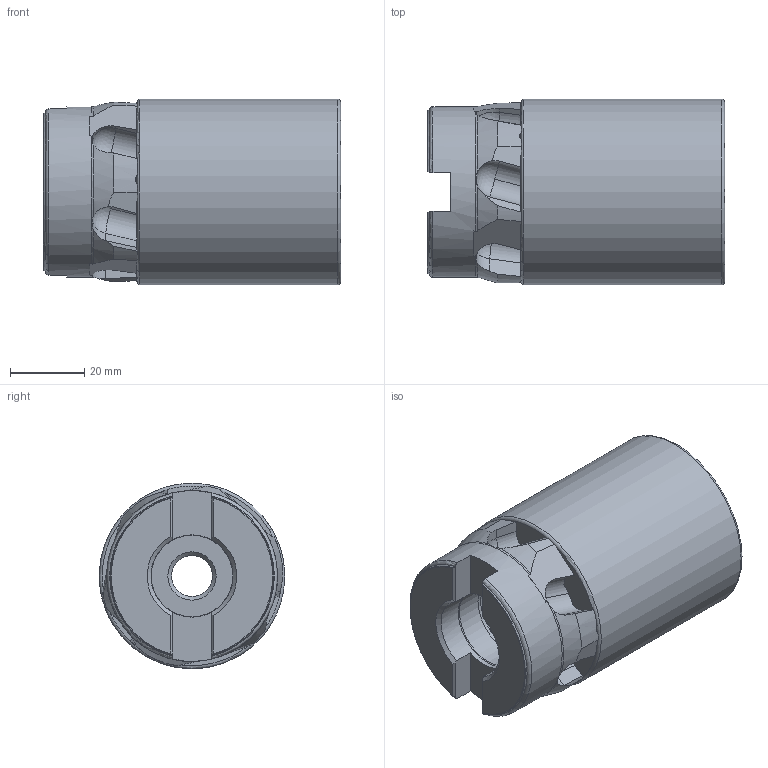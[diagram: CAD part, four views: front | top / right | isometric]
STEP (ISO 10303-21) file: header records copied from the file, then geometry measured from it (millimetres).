
FILE_DESCRIPTION (( 'STEP AP214' ), '1' );
FILE_NAME ('VZF_50_54_T09_3 KD22.STEP', '2015-11-09T15:21:20', ( '' ), ( '' ), 'SwSTEP 2.0', 'SolidWorks 2015', '' );
FILE_SCHEMA (( 'AUTOMOTIVE_DESIGN' ));
Length unit declared in the file: millimetre
Products named in the file (1): VZF_50_54_T09_3 KD22
Bounding box: 80.09 x 49.98 x 49.98 mm (x, y, z)
Volume: 125192.6 mm3; surface area: 23747 mm2
Topology: 1 solids, 25 shells, 239 faces, 599 edges, 391 vertices
Faces by surface type: plane 82, cylinder 70, cone 63, torus 9, bspline 9, sphere 6
Full cylindrical faces by diameter (mm): 2.5 x6, 3 x9, 3.3 x15, 11 x1, 16.5 x1, 22 x1, 22.15 x1, 22.3 x1, 46 x1, 49.983 x1
Entity records: 9162 total; most frequent: CARTESIAN_POINT 3842, ORIENTED_EDGE 946, DIRECTION 853, EDGE_CURVE 473, AXIS2_PLACEMENT_3D 370, VERTEX_POINT 333, EDGE_LOOP 290, FACE_OUTER_BOUND 278
